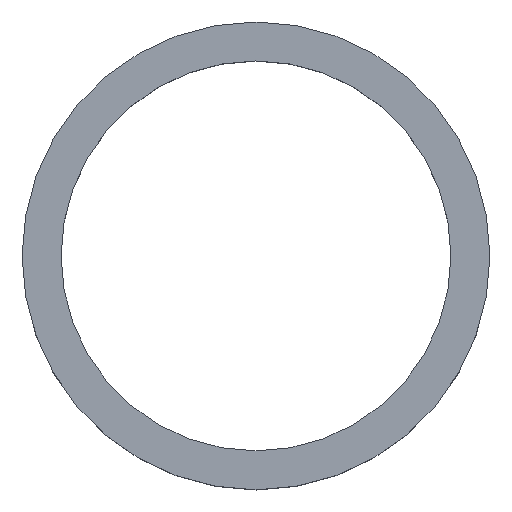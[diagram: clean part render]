
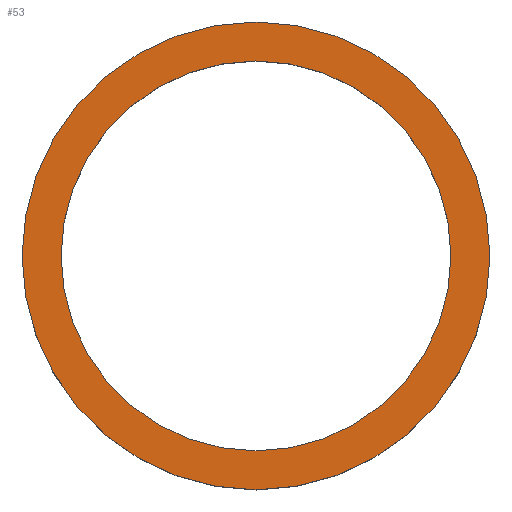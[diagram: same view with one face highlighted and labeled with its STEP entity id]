
A CAD part, top view. The second image highlights one B-rep face of the part: STEP entity #53.
In plain terms, the highlighted planar face has unit normal (0, 0, 1).
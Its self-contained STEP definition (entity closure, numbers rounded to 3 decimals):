
#53=ADVANCED_FACE('',(#57,#59),#61,.T.);
#57=FACE_BOUND('',#58,.T.);
#58=EDGE_LOOP('',(#93));
#59=FACE_BOUND('',#60,.T.);
#60=EDGE_LOOP('',(#94));
#61=PLANE('',#62);
#62=AXIS2_PLACEMENT_3D('',#63,#64,#65);
#63=CARTESIAN_POINT('',(0.,0.,3.));
#64=DIRECTION('',(0.,0.,1.));
#65=DIRECTION('',(-1.,0.,0.));
#93=ORIENTED_EDGE('',*,*,#101,.F.);
#94=ORIENTED_EDGE('',*,*,#102,.T.);
#101=EDGE_CURVE('',#105,#105,#106,.T.);
#102=EDGE_CURVE('',#107,#107,#108,.T.);
#105=VERTEX_POINT('',#113);
#106=CIRCLE('',#114,12.6);
#107=VERTEX_POINT('',#118);
#108=CIRCLE('',#119,10.5);
#113=CARTESIAN_POINT('',(-12.6,0.,3.));
#114=AXIS2_PLACEMENT_3D('',#115,#116,#117);
#115=CARTESIAN_POINT('',(0.,0.,3.));
#116=DIRECTION('',(0.,0.,-1.));
#117=DIRECTION('',(-1.,0.,0.));
#118=CARTESIAN_POINT('',(-10.5,0.,3.));
#119=AXIS2_PLACEMENT_3D('',#120,#121,#122);
#120=CARTESIAN_POINT('',(0.,0.,3.));
#121=DIRECTION('',(0.,0.,-1.));
#122=DIRECTION('',(-1.,0.,0.));
